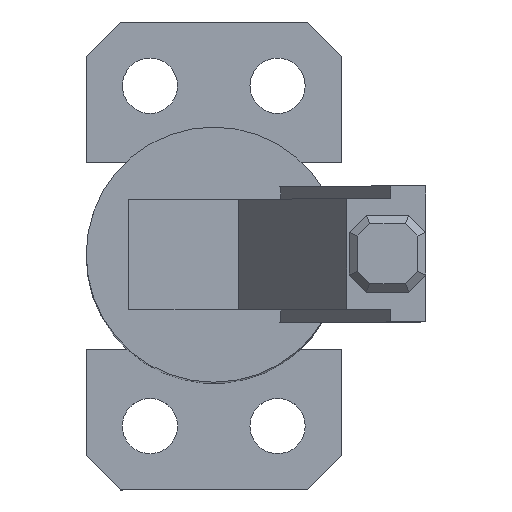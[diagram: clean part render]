
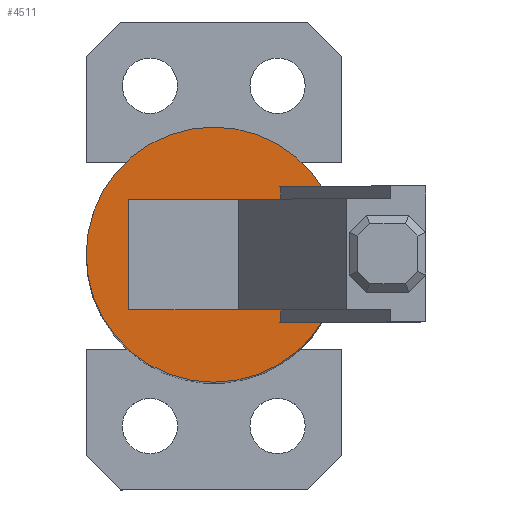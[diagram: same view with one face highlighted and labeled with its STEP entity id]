
A CAD part, top view. The second image highlights one B-rep face of the part: STEP entity #4511.
In plain terms, the highlighted face is planar.
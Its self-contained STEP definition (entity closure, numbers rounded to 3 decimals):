
#27 = LINE ( 'NONE', #1555, #876 ) ;
#113 = EDGE_CURVE ( 'NONE', #5079, #2246, #1770, .T. ) ;
#132 = LINE ( 'NONE', #4344, #3700 ) ;
#229 = AXIS2_PLACEMENT_3D ( 'NONE', #5285, #3613, #1911 ) ;
#265 = CARTESIAN_POINT ( 'NONE',  ( 6.5, 0., -7.868 ) ) ;
#279 = DIRECTION ( 'NONE',  ( -1., 0., 0. ) ) ;
#454 = EDGE_CURVE ( 'NONE', #4401, #2279, #2744, .T. ) ;
#461 = LINE ( 'NONE', #3702, #1933 ) ;
#478 = CARTESIAN_POINT ( 'NONE',  ( -6.5, 0., -7.868 ) ) ;
#504 = CARTESIAN_POINT ( 'NONE',  ( -8., 0., -7.868 ) ) ;
#618 = VECTOR ( 'NONE', #2974, 1000. ) ;
#673 = EDGE_CURVE ( 'NONE', #3777, #1466, #4875, .T. ) ;
#768 = AXIS2_PLACEMENT_3D ( 'NONE', #4956, #4528, #4975 ) ;
#805 = DIRECTION ( 'NONE',  ( 0., 0., 1. ) ) ;
#825 = CARTESIAN_POINT ( 'NONE',  ( 0., 0., 10. ) ) ;
#876 = VECTOR ( 'NONE', #279, 1000. ) ;
#945 = EDGE_CURVE ( 'NONE', #1312, #3777, #461, .T. ) ;
#1011 = ORIENTED_EDGE ( 'NONE', *, *, #4457, .T. ) ;
#1076 = FACE_OUTER_BOUND ( 'NONE', #5231, .T. ) ;
#1312 = VERTEX_POINT ( 'NONE', #265 ) ;
#1466 = VERTEX_POINT ( 'NONE', #3241 ) ;
#1555 = CARTESIAN_POINT ( 'NONE',  ( -8., 0., -7.868 ) ) ;
#1611 = CARTESIAN_POINT ( 'NONE',  ( 6.5, 0., 10. ) ) ;
#1690 = CARTESIAN_POINT ( 'NONE',  ( -8., 0., 0. ) ) ;
#1695 = ORIENTED_EDGE ( 'NONE', *, *, #2502, .F. ) ;
#1770 = LINE ( 'NONE', #4076, #2867 ) ;
#1787 = CARTESIAN_POINT ( 'NONE',  ( 0., 0., 15. ) ) ;
#1911 = DIRECTION ( 'NONE',  ( 0., 0., 1. ) ) ;
#1933 = VECTOR ( 'NONE', #3342, 1000. ) ;
#1953 = DIRECTION ( 'NONE',  ( 0., -1., 0. ) ) ;
#1994 = EDGE_CURVE ( 'NONE', #2246, #1312, #27, .T. ) ;
#2059 = ORIENTED_EDGE ( 'NONE', *, *, #113, .T. ) ;
#2096 = AXIS2_PLACEMENT_3D ( 'NONE', #4467, #1953, #5313 ) ;
#2111 = LINE ( 'NONE', #3152, #4210 ) ;
#2246 = VERTEX_POINT ( 'NONE', #2562 ) ;
#2279 = VERTEX_POINT ( 'NONE', #504 ) ;
#2317 = VERTEX_POINT ( 'NONE', #1787 ) ;
#2492 = VECTOR ( 'NONE', #3243, 1000. ) ;
#2502 = EDGE_CURVE ( 'NONE', #2317, #4876, #4712, .T. ) ;
#2522 = VECTOR ( 'NONE', #5379, 1000. ) ;
#2562 = CARTESIAN_POINT ( 'NONE',  ( 8., 0., -7.868 ) ) ;
#2608 = ORIENTED_EDGE ( 'NONE', *, *, #3066, .F. ) ;
#2659 = CARTESIAN_POINT ( 'NONE',  ( 0., 0., -15. ) ) ;
#2734 = DIRECTION ( 'NONE',  ( 1., 0., 0. ) ) ;
#2744 = LINE ( 'NONE', #1690, #618 ) ;
#2834 = CARTESIAN_POINT ( 'NONE',  ( 8., 0., -7.868 ) ) ;
#2867 = VECTOR ( 'NONE', #805, 1000. ) ;
#2970 = ORIENTED_EDGE ( 'NONE', *, *, #3639, .F. ) ;
#2972 = ORIENTED_EDGE ( 'NONE', *, *, #945, .T. ) ;
#2974 = DIRECTION ( 'NONE',  ( 0., 0., 1. ) ) ;
#3066 = EDGE_CURVE ( 'NONE', #4876, #2317, #4647, .T. ) ;
#3144 = EDGE_CURVE ( 'NONE', #2279, #3833, #3990, .T. ) ;
#3152 = CARTESIAN_POINT ( 'NONE',  ( 0., 0., -12. ) ) ;
#3241 = CARTESIAN_POINT ( 'NONE',  ( -6.5, 0., 10. ) ) ;
#3243 = DIRECTION ( 'NONE',  ( 1., 0., 0. ) ) ;
#3342 = DIRECTION ( 'NONE',  ( 0., 0., 1. ) ) ;
#3562 = PLANE ( 'NONE',  #229 ) ;
#3572 = ORIENTED_EDGE ( 'NONE', *, *, #1994, .T. ) ;
#3613 = DIRECTION ( 'NONE',  ( 0., 1., 0. ) ) ;
#3639 = EDGE_CURVE ( 'NONE', #3833, #1466, #132, .T. ) ;
#3700 = VECTOR ( 'NONE', #4860, 1000. ) ;
#3702 = CARTESIAN_POINT ( 'NONE',  ( 6.5, 0., 0. ) ) ;
#3777 = VERTEX_POINT ( 'NONE', #1611 ) ;
#3799 = ORIENTED_EDGE ( 'NONE', *, *, #454, .F. ) ;
#3833 = VERTEX_POINT ( 'NONE', #478 ) ;
#3990 = LINE ( 'NONE', #2834, #2492 ) ;
#4038 = ORIENTED_EDGE ( 'NONE', *, *, #3144, .F. ) ;
#4067 = EDGE_LOOP ( 'NONE', ( #3799, #1011, #2059, #3572, #2972, #4632, #2970, #4038 ) ) ;
#4076 = CARTESIAN_POINT ( 'NONE',  ( 8., 0., 0. ) ) ;
#4210 = VECTOR ( 'NONE', #2734, 1000. ) ;
#4344 = CARTESIAN_POINT ( 'NONE',  ( -6.5, 0., 0. ) ) ;
#4401 = VERTEX_POINT ( 'NONE', #5245 ) ;
#4457 = EDGE_CURVE ( 'NONE', #4401, #5079, #2111, .T. ) ;
#4467 = CARTESIAN_POINT ( 'NONE',  ( 0., 0., 0. ) ) ;
#4511 = ADVANCED_FACE ( 'NONE', ( #4996, #1076 ), #3562, .T. ) ;
#4528 = DIRECTION ( 'NONE',  ( 0., -1., 0. ) ) ;
#4632 = ORIENTED_EDGE ( 'NONE', *, *, #673, .T. ) ;
#4647 = CIRCLE ( 'NONE', #2096, 15. ) ;
#4712 = CIRCLE ( 'NONE', #768, 15. ) ;
#4860 = DIRECTION ( 'NONE',  ( 0., 0., 1. ) ) ;
#4875 = LINE ( 'NONE', #825, #2522 ) ;
#4876 = VERTEX_POINT ( 'NONE', #2659 ) ;
#4956 = CARTESIAN_POINT ( 'NONE',  ( 0., 0., 0. ) ) ;
#4975 = DIRECTION ( 'NONE',  ( 0., 0., 1. ) ) ;
#4996 = FACE_BOUND ( 'NONE', #4067, .T. ) ;
#5038 = CARTESIAN_POINT ( 'NONE',  ( 8., 0., -12. ) ) ;
#5079 = VERTEX_POINT ( 'NONE', #5038 ) ;
#5231 = EDGE_LOOP ( 'NONE', ( #1695, #2608 ) ) ;
#5245 = CARTESIAN_POINT ( 'NONE',  ( -8., 0., -12. ) ) ;
#5285 = CARTESIAN_POINT ( 'NONE',  ( 0., 0., 0. ) ) ;
#5313 = DIRECTION ( 'NONE',  ( 0., 0., 1. ) ) ;
#5379 = DIRECTION ( 'NONE',  ( -1., 0., 0. ) ) ;
